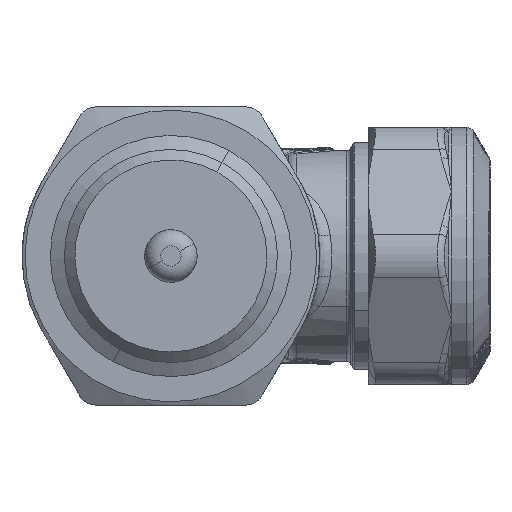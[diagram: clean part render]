
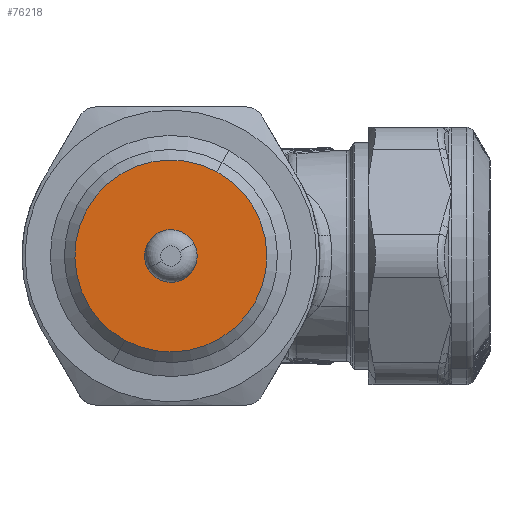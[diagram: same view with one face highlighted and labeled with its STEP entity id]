
A CAD part, front view. The second image highlights one B-rep face of the part: STEP entity #76218.
In plain terms, the highlighted planar face has unit normal (0, -1, 0).
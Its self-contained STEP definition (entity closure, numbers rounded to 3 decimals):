
#76164=CARTESIAN_POINT('Vertex',(-5.681,-42.5,-10.399)) ;
#76171=CARTESIAN_POINT('Vertex',(5.681,-42.5,10.399)) ;
#76174=CARTESIAN_POINT('Axis2P3D Location',(0.,-42.5,0.)) ;
#76186=CARTESIAN_POINT('Axis2P3D Location',(0.,-42.5,-10.5)) ;
#76191=CARTESIAN_POINT('Axis2P3D Location',(0.,-42.5,0.)) ;
#76200=CARTESIAN_POINT('Axis2P3D Location',(0.,-42.5,0.)) ;
#76204=CARTESIAN_POINT('Vertex',(-2.852,-42.5,-1.558)) ;
#76206=CARTESIAN_POINT('Vertex',(2.852,-42.5,1.558)) ;
#76209=CARTESIAN_POINT('Axis2P3D Location',(0.,-42.5,0.)) ;
#76175=DIRECTION('Axis2P3D Direction',(0.,1.,0.)) ;
#76187=DIRECTION('Axis2P3D Direction',(0.,1.,0.)) ;
#76188=DIRECTION('Axis2P3D XDirection',(1.,0.,0.)) ;
#76192=DIRECTION('Axis2P3D Direction',(0.,1.,0.)) ;
#76201=DIRECTION('Axis2P3D Direction',(0.,1.,0.)) ;
#76210=DIRECTION('Axis2P3D Direction',(0.,1.,0.)) ;
#76176=AXIS2_PLACEMENT_3D('Circle Axis2P3D',#76174,#76175,$) ;
#76189=AXIS2_PLACEMENT_3D('Plane Axis2P3D',#76186,#76187,#76188) ;
#76193=AXIS2_PLACEMENT_3D('Circle Axis2P3D',#76191,#76192,$) ;
#76202=AXIS2_PLACEMENT_3D('Circle Axis2P3D',#76200,#76201,$) ;
#76211=AXIS2_PLACEMENT_3D('Circle Axis2P3D',#76209,#76210,$) ;
#76177=CIRCLE('generated circle',#76176,11.85) ;
#76194=CIRCLE('generated circle',#76193,11.85) ;
#76203=CIRCLE('generated circle',#76202,3.25) ;
#76212=CIRCLE('generated circle',#76211,3.25) ;
#76190=PLANE('',#76189) ;
#76217=FACE_BOUND('',#76214,.T.) ;
#76178=EDGE_CURVE('',#76172,#76165,#76177,.T.) ;
#76195=EDGE_CURVE('',#76165,#76172,#76194,.T.) ;
#76208=EDGE_CURVE('',#76205,#76207,#76203,.T.) ;
#76213=EDGE_CURVE('',#76207,#76205,#76212,.T.) ;
#76197=ORIENTED_EDGE('',*,*,#76195,.F.) ;
#76198=ORIENTED_EDGE('',*,*,#76178,.F.) ;
#76215=ORIENTED_EDGE('',*,*,#76208,.T.) ;
#76216=ORIENTED_EDGE('',*,*,#76213,.T.) ;
#76196=EDGE_LOOP('',(#76197,#76198)) ;
#76214=EDGE_LOOP('',(#76215,#76216)) ;
#76165=VERTEX_POINT('',#76164) ;
#76172=VERTEX_POINT('',#76171) ;
#76205=VERTEX_POINT('',#76204) ;
#76207=VERTEX_POINT('',#76206) ;
#76218=ADVANCED_FACE('PartBody',(#76199,#76217),#76190,.F.) ;
#76199=FACE_OUTER_BOUND('',#76196,.T.) ;
